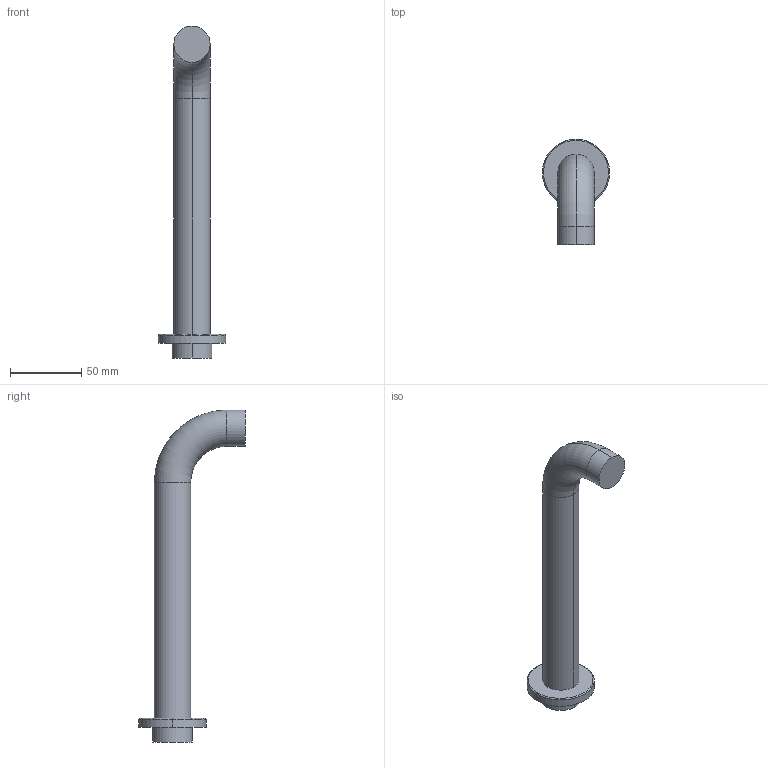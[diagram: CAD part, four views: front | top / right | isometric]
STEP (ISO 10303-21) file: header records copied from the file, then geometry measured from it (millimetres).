
FILE_DESCRIPTION((''),'2;1');
FILE_NAME('3-419','2021-01-25T16:58:31',('rsmith'),(''),'CREO PARAMETRIC BY PTC INC, 2018400','CREO PARAMETRIC BY PTC INC, 2018400','');
FILE_SCHEMA(('AUTOMOTIVE_DESIGN { 1 0 10303 214 1 1 1 1 }'));
Length unit declared in the file: inch
Products named in the file (1): 3-419
Bounding box: 46.99 x 74.3 x 232.41 mm (x, y, z)
Volume: 137640.9 mm3; surface area: 24212.5 mm2
Topology: 1 solids, 1 shells, 16 faces, 30 edges, 18 vertices
Faces by surface type: cylinder 8, plane 4, torus 4
Entity records: 751 total; most frequent: COLOUR_RGB 147, DIRECTION 84, CARTESIAN_POINT 66, ORIENTED_EDGE 60, AXIS2_PLACEMENT_3D 38, PRESENTATION_STYLE_ASSIGNMENT 37, STYLED_ITEM 31, CURVE_STYLE 30
